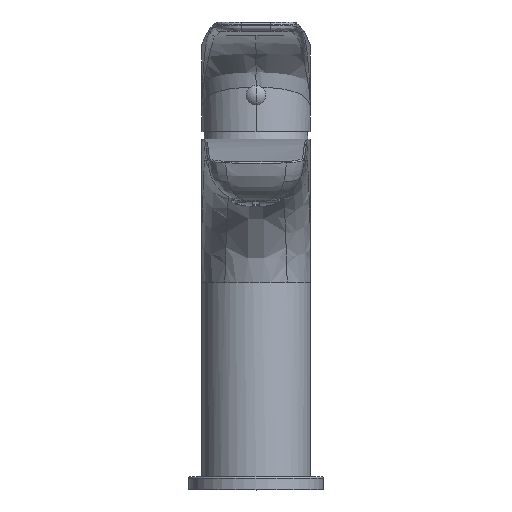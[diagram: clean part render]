
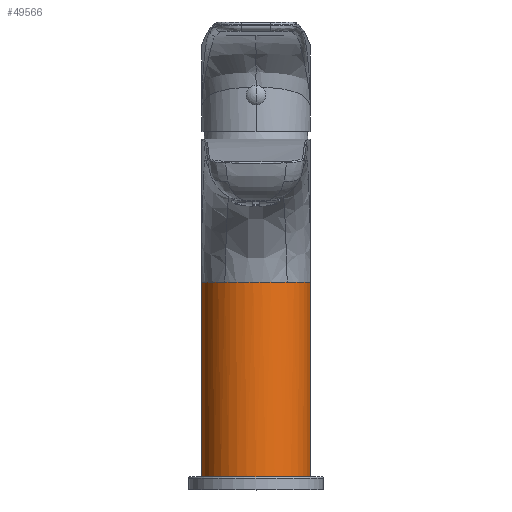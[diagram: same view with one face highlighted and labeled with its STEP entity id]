
A CAD part, top view. The second image highlights one B-rep face of the part: STEP entity #49566.
In plain terms, the highlighted cylindrical face has radius 21 mm (diameter 42 mm), a partial arc.
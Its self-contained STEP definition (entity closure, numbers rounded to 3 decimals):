
#4456=DIRECTION('',(0.,1.,0.));
#4457=VECTOR('',#4456,129.5);
#4458=CARTESIAN_POINT('',(21.,0.,0.));
#4459=LINE('',#4458,#4457);
#17167=CARTESIAN_POINT('',(0.,0.,0.));
#17168=DIRECTION('',(0.,1.,0.));
#17169=DIRECTION('',(-1.,0.,0.));
#17170=AXIS2_PLACEMENT_3D('',#17167,#17168,#17169);
#17172=DIRECTION('',(0.,1.,0.));
#17173=VECTOR('',#17172,129.5);
#17174=CARTESIAN_POINT('',(-21.,0.,0.));
#17175=LINE('',#17174,#17173);
#17176=CARTESIAN_POINT('',(0.,129.5,0.));
#17177=DIRECTION('',(0.,1.,0.));
#17178=DIRECTION('',(-1.,0.,0.));
#17179=AXIS2_PLACEMENT_3D('',#17176,#17177,#17178);
#17181=DIRECTION('',(0.,-1.,0.));
#17182=VECTOR('',#17181,54.5);
#17183=CARTESIAN_POINT('',(-20.997,129.5,
0.367));
#17184=LINE('',#17183,#17182);
#17185=CARTESIAN_POINT('',(0.,75.,0.));
#17186=DIRECTION('',(0.,-1.,0.));
#17187=DIRECTION('',(-1.,0.,0.028));
#17188=AXIS2_PLACEMENT_3D('',#17185,#17186,#17187);
#17190=CARTESIAN_POINT('',(0.,75.,0.));
#17191=DIRECTION('',(0.,-1.,0.));
#17192=DIRECTION('',(-0.572,0.,0.82));
#17193=AXIS2_PLACEMENT_3D('',#17190,#17191,#17192);
#17195=CARTESIAN_POINT('',(12.005,75.,17.23));
#17196=CARTESIAN_POINT('',(11.787,75.,17.382));
#17197=CARTESIAN_POINT('',(11.344,75.,17.678));
#17198=CARTESIAN_POINT('',(10.664,75.,18.097));
#17199=CARTESIAN_POINT('',(9.968,75.001,18.489));
#17200=CARTESIAN_POINT('',(9.257,75.002,18.855));
#17201=CARTESIAN_POINT('',(8.534,75.002,19.193));
#17202=CARTESIAN_POINT('',(7.798,75.002,19.504));
#17203=CARTESIAN_POINT('',(7.051,75.001,19.786));
#17204=CARTESIAN_POINT('',(6.293,75.,20.04));
#17205=CARTESIAN_POINT('',(5.527,74.999,20.265));
#17206=CARTESIAN_POINT('',(4.752,74.998,20.46));
#17207=CARTESIAN_POINT('',(3.97,74.998,20.626));
#17208=CARTESIAN_POINT('',(3.184,74.998,20.762));
#17209=CARTESIAN_POINT('',(2.391,74.999,20.868));
#17210=CARTESIAN_POINT('',(1.596,74.999,20.944));
#17211=CARTESIAN_POINT('',(0.799,75.,
20.99));
#17212=CARTESIAN_POINT('',(0.,75.,
21.005));
#17213=CARTESIAN_POINT('',(-0.799,75.,
20.99));
#17214=CARTESIAN_POINT('',(-1.596,74.999,
20.944));
#17215=CARTESIAN_POINT('',(-2.391,74.999,
20.868));
#17216=CARTESIAN_POINT('',(-3.184,74.998,
20.762));
#17217=CARTESIAN_POINT('',(-3.97,74.998,
20.626));
#17218=CARTESIAN_POINT('',(-4.752,74.998,
20.46));
#17219=CARTESIAN_POINT('',(-5.527,74.999,
20.265));
#17220=CARTESIAN_POINT('',(-6.293,75.,
20.04));
#17221=CARTESIAN_POINT('',(-7.051,75.001,
19.786));
#17222=CARTESIAN_POINT('',(-7.798,75.002,
19.504));
#17223=CARTESIAN_POINT('',(-8.534,75.002,
19.193));
#17224=CARTESIAN_POINT('',(-9.257,75.002,
18.855));
#17225=CARTESIAN_POINT('',(-9.968,75.001,
18.489));
#17226=CARTESIAN_POINT('',(-10.664,75.,
18.097));
#17227=CARTESIAN_POINT('',(-11.344,75.,
17.678));
#17228=CARTESIAN_POINT('',(-11.787,75.,
17.382));
#17229=CARTESIAN_POINT('',(-12.005,75.,17.23));
#17231=CARTESIAN_POINT('',(0.,75.,0.));
#17232=DIRECTION('',(0.,-1.,0.));
#17233=DIRECTION('',(1.,0.,0.028));
#17234=AXIS2_PLACEMENT_3D('',#17231,#17232,#17233);
#17236=CARTESIAN_POINT('',(0.,75.,0.));
#17237=DIRECTION('',(0.,-1.,0.));
#17238=DIRECTION('',(1.,0.,0.017));
#17239=AXIS2_PLACEMENT_3D('',#17236,#17237,#17238);
#17241=DIRECTION('',(0.,-1.,0.));
#17242=VECTOR('',#17241,54.5);
#17243=CARTESIAN_POINT('',(20.997,129.5,
0.367));
#17244=LINE('',#17243,#17242);
#17245=CARTESIAN_POINT('',(0.,129.5,0.));
#17246=DIRECTION('',(0.,1.,0.));
#17247=DIRECTION('',(1.,0.,0.017));
#17248=AXIS2_PLACEMENT_3D('',#17245,#17246,#17247);
#17507=CARTESIAN_POINT('',(20.997,129.5,
0.367));
#21083=CARTESIAN_POINT('',(20.997,75.,0.367));
#21084=CARTESIAN_POINT('',(20.991,75.,0.598));
#21085=VERTEX_POINT('',#21083);
#21086=VERTEX_POINT('',#21084);
#21087=CARTESIAN_POINT('',(12.005,75.,17.23));
#21088=VERTEX_POINT('',#21087);
#21089=VERTEX_POINT('',#17229);
#21090=CARTESIAN_POINT('',(-20.991,75.,0.598));
#21091=VERTEX_POINT('',#21090);
#21092=CARTESIAN_POINT('',(-20.997,75.,0.367));
#21093=VERTEX_POINT('',#21092);
#21317=VERTEX_POINT('',#17507);
#21318=CARTESIAN_POINT('',(21.,129.5,0.));
#21319=VERTEX_POINT('',#21318);
#21320=CARTESIAN_POINT('',(-21.,129.5,0.));
#21321=VERTEX_POINT('',#21320);
#21322=CARTESIAN_POINT('',(-20.997,129.5,0.367));
#21323=VERTEX_POINT('',#21322);
#24086=CARTESIAN_POINT('',(21.,0.,0.));
#24087=CARTESIAN_POINT('',(-21.,0.,0.));
#24088=VERTEX_POINT('',#24086);
#24089=VERTEX_POINT('',#24087);
#49540=CARTESIAN_POINT('',(0.,0.,0.));
#49541=DIRECTION('',(0.,1.,0.));
#49542=DIRECTION('',(1.,0.,0.));
#49543=AXIS2_PLACEMENT_3D('',#49540,#49541,#49542);
#49544=CYLINDRICAL_SURFACE('',#49543,21.);
#49545=ORIENTED_EDGE('',*,*,#31822,.F.);
#49546=ORIENTED_EDGE('',*,*,#31798,.T.);
#49547=ORIENTED_EDGE('',*,*,#31776,.T.);
#49549=ORIENTED_EDGE('',*,*,#49548,.T.);
#49551=ORIENTED_EDGE('',*,*,#49550,.F.);
#49553=ORIENTED_EDGE('',*,*,#49552,.F.);
#49555=ORIENTED_EDGE('',*,*,#49554,.F.);
#49557=ORIENTED_EDGE('',*,*,#49556,.F.);
#49559=ORIENTED_EDGE('',*,*,#49558,.F.);
#49561=ORIENTED_EDGE('',*,*,#49560,.F.);
#49562=ORIENTED_EDGE('',*,*,#31770,.T.);
#49563=ORIENTED_EDGE('',*,*,#31795,.F.);
#49564=EDGE_LOOP('',(#49545,#49546,#49547,#49549,#49551,#49553,#49555,#49557,
#49559,#49561,#49562,#49563));
#49565=FACE_OUTER_BOUND('',#49564,.F.);
#49566=ADVANCED_FACE('',(#49565),#49544,.T.);
#17171=CIRCLE('',#17170,21.);
#17180=CIRCLE('',#17179,21.);
#17189=CIRCLE('',#17188,21.);
#17194=CIRCLE('',#17193,21.);
#17230=B_SPLINE_CURVE_WITH_KNOTS('',3,(#17195,#17196,#17197,#17198,#17199,
#17200,#17201,#17202,#17203,#17204,#17205,#17206,#17207,#17208,#17209,#17210,
#17211,#17212,#17213,#17214,#17215,#17216,#17217,#17218,#17219,#17220,#17221,
#17222,#17223,#17224,#17225,#17226,#17227,#17228,#17229),.UNSPECIFIED.,.F.,.F.,(
4,1,1,1,1,1,1,1,1,1,1,1,1,1,1,1,1,1,1,1,1,1,1,1,1,1,1,1,1,1,1,1,4),(0.,
0.031,0.063,0.094,0.125,0.156,0.188,0.219,0.25,0.281,
0.313,0.344,0.375,0.406,0.438,0.469,0.5,0.531,
0.563,0.594,0.625,0.656,0.688,0.719,0.75,0.781,
0.813,0.844,0.875,0.906,0.938,0.969,1.),.UNSPECIFIED.);
#17235=CIRCLE('',#17234,21.);
#17240=CIRCLE('',#17239,21.);
#17249=CIRCLE('',#17248,21.);
#31770=EDGE_CURVE('',#21317,#21319,#17249,.T.);
#31776=EDGE_CURVE('',#21321,#21323,#17180,.T.);
#31795=EDGE_CURVE('',#24088,#21319,#4459,.T.);
#31798=EDGE_CURVE('',#24089,#21321,#17175,.T.);
#31822=EDGE_CURVE('',#24089,#24088,#17171,.T.);
#49548=EDGE_CURVE('',#21323,#21093,#17184,.T.);
#49550=EDGE_CURVE('',#21091,#21093,#17189,.T.);
#49552=EDGE_CURVE('',#21089,#21091,#17194,.T.);
#49554=EDGE_CURVE('',#21088,#21089,#17230,.T.);
#49556=EDGE_CURVE('',#21086,#21088,#17235,.T.);
#49558=EDGE_CURVE('',#21085,#21086,#17240,.T.);
#49560=EDGE_CURVE('',#21317,#21085,#17244,.T.);
